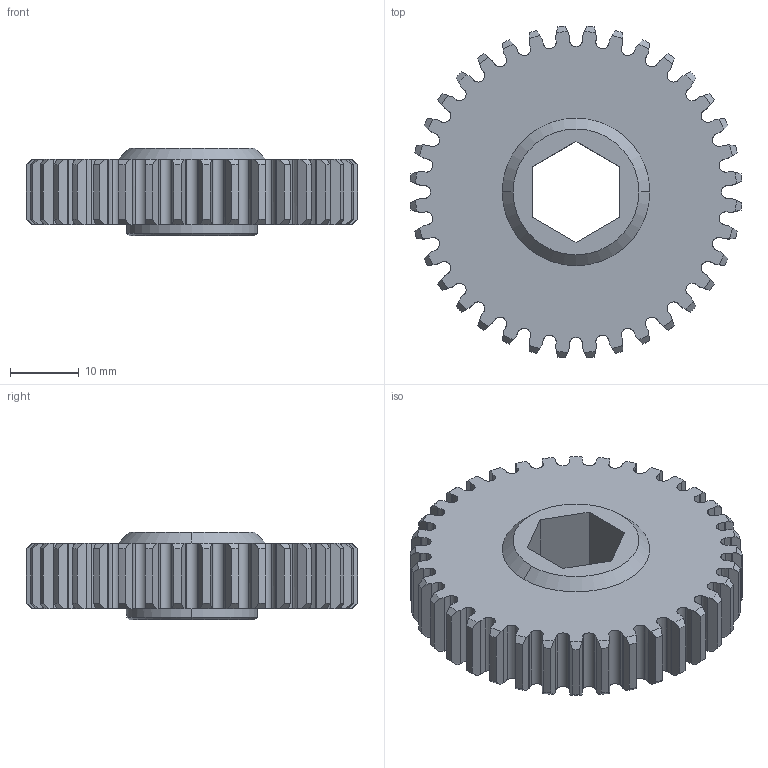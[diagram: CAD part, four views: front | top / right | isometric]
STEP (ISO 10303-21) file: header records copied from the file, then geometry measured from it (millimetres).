
FILE_DESCRIPTION (( 'STEP AP203' ), '1' );
FILE_NAME ('REV-21-1929.STEP', '2022-03-31T16:31:52', ( '' ), ( '' ), 'SwSTEP 2.0', 'SolidWorks 2022', '' );
FILE_SCHEMA (( 'CONFIG_CONTROL_DESIGN' ));
Length unit declared in the file: millimetre
Products named in the file (1): REV-21-1929
Bounding box: 48.16 x 48.16 x 12.7 mm (x, y, z)
Volume: 8326.5 mm3; surface area: 7395.1 mm2
Topology: 1 solids, 1 shells, 400 faces, 1182 edges, 786 vertices
Faces by surface type: bspline 144, cylinder 89, plane 86, cone 77, torus 4
Entity records: 16288 total; most frequent: CARTESIAN_POINT 6551, ORIENTED_EDGE 2364, DIRECTION 1529, EDGE_CURVE 1182, VERTEX_POINT 786, AXIS2_PLACEMENT_3D 524, LINE 481, VECTOR 481
